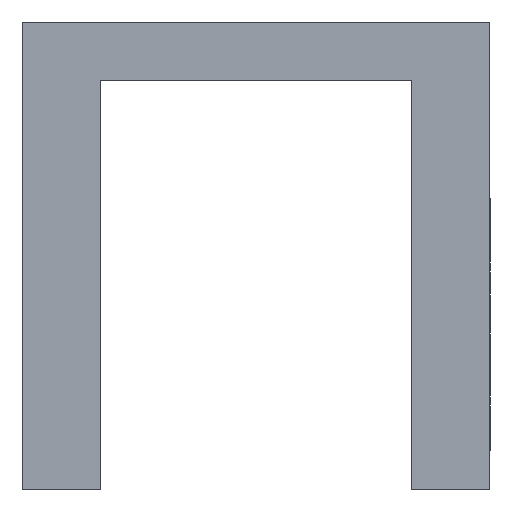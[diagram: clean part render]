
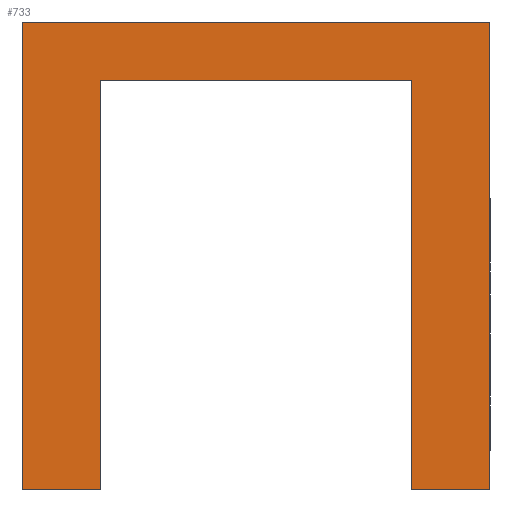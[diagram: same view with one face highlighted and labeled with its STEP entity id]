
A CAD part, front view. The second image highlights one B-rep face of the part: STEP entity #733.
In plain terms, the highlighted planar face has unit normal (0, -1, 0).
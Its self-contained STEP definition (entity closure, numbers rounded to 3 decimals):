
#9 = ORIENTED_EDGE ( 'NONE', *, *, #443, .F. ) ;
#15 = LINE ( 'NONE', #1821, #2711 ) ;
#42 = CARTESIAN_POINT ( 'NONE',  ( 6., 0., -10.5 ) ) ;
#69 = CARTESIAN_POINT ( 'NONE',  ( -6., 0., 1.5 ) ) ;
#75 = CARTESIAN_POINT ( 'NONE',  ( 4., 0., -10.5 ) ) ;
#210 = ORIENTED_EDGE ( 'NONE', *, *, #2733, .F. ) ;
#353 = EDGE_CURVE ( 'NONE', #657, #2025, #1514, .T. ) ;
#390 = CARTESIAN_POINT ( 'NONE',  ( -6., 0., 1.5 ) ) ;
#403 = DIRECTION ( 'NONE',  ( 0., 0., 1. ) ) ;
#443 = EDGE_CURVE ( 'NONE', #1605, #1626, #2177, .T. ) ;
#539 = CARTESIAN_POINT ( 'NONE',  ( -6., 0., -10.5 ) ) ;
#620 = LINE ( 'NONE', #2556, #2503 ) ;
#657 = VERTEX_POINT ( 'NONE', #1315 ) ;
#662 = DIRECTION ( 'NONE',  ( 0., 0., -1. ) ) ;
#733 = ADVANCED_FACE ( 'NONE', ( #2893 ), #2057, .F. ) ;
#834 = CARTESIAN_POINT ( 'NONE',  ( 4., 0., -10.5 ) ) ;
#845 = EDGE_CURVE ( 'NONE', #2901, #2806, #2435, .T. ) ;
#911 = CARTESIAN_POINT ( 'NONE',  ( 4., 0., 0. ) ) ;
#936 = ORIENTED_EDGE ( 'NONE', *, *, #1433, .F. ) ;
#999 = LINE ( 'NONE', #390, #2797 ) ;
#1020 = VERTEX_POINT ( 'NONE', #69 ) ;
#1064 = DIRECTION ( 'NONE',  ( -1., 0., 0. ) ) ;
#1085 = EDGE_LOOP ( 'NONE', ( #936, #1677, #210, #9, #2851, #2401, #2451, #2519 ) ) ;
#1088 = CARTESIAN_POINT ( 'NONE',  ( 6., 0., -10.5 ) ) ;
#1252 = VECTOR ( 'NONE', #2099, 1000. ) ;
#1289 = LINE ( 'NONE', #1088, #2468 ) ;
#1315 = CARTESIAN_POINT ( 'NONE',  ( 4., 0., 0. ) ) ;
#1322 = DIRECTION ( 'NONE',  ( 0., 0., 1. ) ) ;
#1328 = LINE ( 'NONE', #1336, #3011 ) ;
#1336 = CARTESIAN_POINT ( 'NONE',  ( 4., 0., 0. ) ) ;
#1358 = DIRECTION ( 'NONE',  ( 0., 1., 0. ) ) ;
#1415 = VERTEX_POINT ( 'NONE', #2796 ) ;
#1433 = EDGE_CURVE ( 'NONE', #2025, #2901, #620, .T. ) ;
#1514 = LINE ( 'NONE', #911, #2407 ) ;
#1573 = DIRECTION ( 'NONE',  ( 1., 0., 0. ) ) ;
#1605 = VERTEX_POINT ( 'NONE', #42 ) ;
#1626 = VERTEX_POINT ( 'NONE', #75 ) ;
#1677 = ORIENTED_EDGE ( 'NONE', *, *, #353, .F. ) ;
#1821 = CARTESIAN_POINT ( 'NONE',  ( -6., 0., -10.5 ) ) ;
#1827 = DIRECTION ( 'NONE',  ( -1., 0., 0. ) ) ;
#1974 = CARTESIAN_POINT ( 'NONE',  ( -4., 0., 0. ) ) ;
#1990 = DIRECTION ( 'NONE',  ( 0., 0., -1. ) ) ;
#2025 = VERTEX_POINT ( 'NONE', #1974 ) ;
#2055 = AXIS2_PLACEMENT_3D ( 'NONE', #3009, #1358, #403 ) ;
#2057 = PLANE ( 'NONE',  #2055 ) ;
#2083 = VECTOR ( 'NONE', #1064, 1000. ) ;
#2099 = DIRECTION ( 'NONE',  ( -1., 0., 0. ) ) ;
#2177 = LINE ( 'NONE', #834, #2083 ) ;
#2273 = EDGE_CURVE ( 'NONE', #2806, #1020, #15, .T. ) ;
#2346 = CARTESIAN_POINT ( 'NONE',  ( -4., 0., -10.5 ) ) ;
#2401 = ORIENTED_EDGE ( 'NONE', *, *, #2544, .F. ) ;
#2407 = VECTOR ( 'NONE', #1827, 1000. ) ;
#2428 = EDGE_CURVE ( 'NONE', #1415, #1605, #1289, .T. ) ;
#2435 = LINE ( 'NONE', #2346, #1252 ) ;
#2451 = ORIENTED_EDGE ( 'NONE', *, *, #2273, .F. ) ;
#2468 = VECTOR ( 'NONE', #1990, 1000. ) ;
#2503 = VECTOR ( 'NONE', #662, 1000. ) ;
#2519 = ORIENTED_EDGE ( 'NONE', *, *, #845, .F. ) ;
#2534 = DIRECTION ( 'NONE',  ( 0., 0., 1. ) ) ;
#2535 = CARTESIAN_POINT ( 'NONE',  ( -4., 0., -10.5 ) ) ;
#2544 = EDGE_CURVE ( 'NONE', #1020, #1415, #999, .T. ) ;
#2556 = CARTESIAN_POINT ( 'NONE',  ( -4., 0., 0. ) ) ;
#2711 = VECTOR ( 'NONE', #2534, 1000. ) ;
#2733 = EDGE_CURVE ( 'NONE', #1626, #657, #1328, .T. ) ;
#2796 = CARTESIAN_POINT ( 'NONE',  ( 6., 0., 1.5 ) ) ;
#2797 = VECTOR ( 'NONE', #1573, 1000. ) ;
#2806 = VERTEX_POINT ( 'NONE', #539 ) ;
#2851 = ORIENTED_EDGE ( 'NONE', *, *, #2428, .F. ) ;
#2893 = FACE_OUTER_BOUND ( 'NONE', #1085, .T. ) ;
#2901 = VERTEX_POINT ( 'NONE', #2535 ) ;
#3009 = CARTESIAN_POINT ( 'NONE',  ( 0., 0., 0. ) ) ;
#3011 = VECTOR ( 'NONE', #1322, 1000. ) ;
